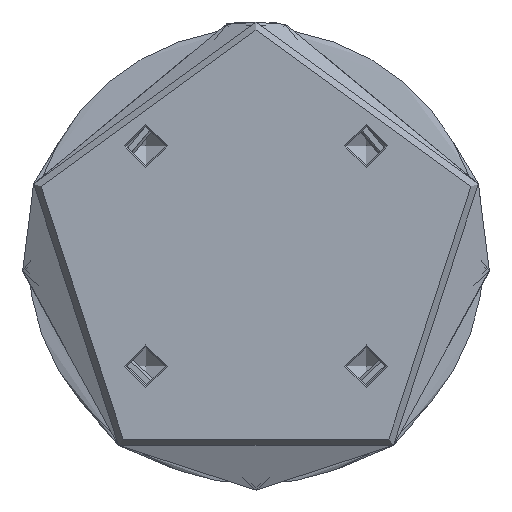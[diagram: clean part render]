
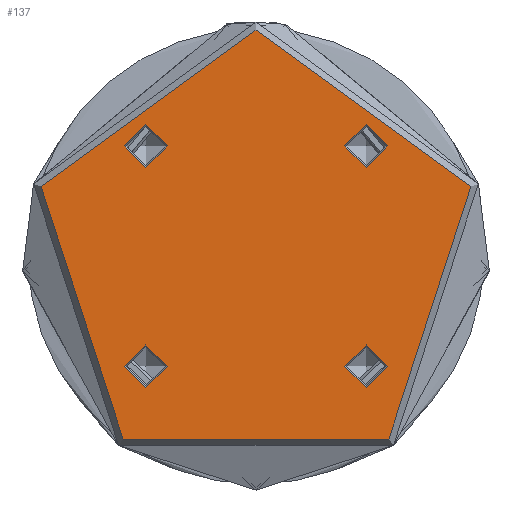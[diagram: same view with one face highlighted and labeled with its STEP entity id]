
A CAD part, front view. The second image highlights one B-rep face of the part: STEP entity #137.
In plain terms, the highlighted face is planar.
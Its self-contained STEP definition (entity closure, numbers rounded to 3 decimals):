
#130 = AXIS2_PLACEMENT_3D ( 'NONE', #1006, #4831, #1554 ) ;
#137 = ADVANCED_FACE ( 'NONE', ( #6309, #6496, #5778, #6414, #2888 ), #6305, .F. ) ;
#171 = EDGE_LOOP ( 'NONE', ( #506 ) ) ;
#506 = ORIENTED_EDGE ( 'NONE', *, *, #661, .T. ) ;
#661 = EDGE_CURVE ( 'NONE', #4588, #4588, #4823, .T. ) ;
#668 = DIRECTION ( 'NONE',  ( 0., 0., -1. ) ) ;
#999 = ORIENTED_EDGE ( 'NONE', *, *, #4171, .F. ) ;
#1006 = CARTESIAN_POINT ( 'NONE',  ( 28.284, 28.284, 0. ) ) ;
#1022 = EDGE_LOOP ( 'NONE', ( #999 ) ) ;
#1081 = AXIS2_PLACEMENT_3D ( 'NONE', #2844, #6518, #3421 ) ;
#1230 = VERTEX_POINT ( 'NONE', #2080 ) ;
#1419 = EDGE_LOOP ( 'NONE', ( #4649 ) ) ;
#1474 = VERTEX_POINT ( 'NONE', #2059 ) ;
#1554 = DIRECTION ( 'NONE',  ( 1., 0., 0. ) ) ;
#1763 = CIRCLE ( 'NONE', #1081, 58. ) ;
#2059 = CARTESIAN_POINT ( 'NONE',  ( -33.784, -28.284, 0. ) ) ;
#2080 = CARTESIAN_POINT ( 'NONE',  ( 33.784, 28.284, 0. ) ) ;
#2170 = EDGE_CURVE ( 'NONE', #6307, #6307, #3738, .T. ) ;
#2310 = CARTESIAN_POINT ( 'NONE',  ( -28.284, 28.284, 0. ) ) ;
#2330 = AXIS2_PLACEMENT_3D ( 'NONE', #3992, #668, #4518 ) ;
#2487 = CARTESIAN_POINT ( 'NONE',  ( -33.784, 28.284, 0. ) ) ;
#2616 = CARTESIAN_POINT ( 'NONE',  ( 0., 0., 0. ) ) ;
#2844 = CARTESIAN_POINT ( 'NONE',  ( 0., 0., 0. ) ) ;
#2859 = ORIENTED_EDGE ( 'NONE', *, *, #2170, .T. ) ;
#2870 = DIRECTION ( 'NONE',  ( -1., 0., 0. ) ) ;
#2888 = FACE_OUTER_BOUND ( 'NONE', #6154, .T. ) ;
#3209 = DIRECTION ( 'NONE',  ( 0., 0., 1. ) ) ;
#3344 = CIRCLE ( 'NONE', #3375, 5.5 ) ;
#3373 = EDGE_LOOP ( 'NONE', ( #2859 ) ) ;
#3375 = AXIS2_PLACEMENT_3D ( 'NONE', #6320, #3209, #6835 ) ;
#3421 = DIRECTION ( 'NONE',  ( 1., 0., 0. ) ) ;
#3738 = CIRCLE ( 'NONE', #2330, 5.5 ) ;
#3740 = DIRECTION ( 'NONE',  ( -1., 0., 0. ) ) ;
#3782 = ORIENTED_EDGE ( 'NONE', *, *, #4581, .T. ) ;
#3852 = AXIS2_PLACEMENT_3D ( 'NONE', #2310, #6031, #2870 ) ;
#3992 = CARTESIAN_POINT ( 'NONE',  ( 28.284, -28.284, 0. ) ) ;
#4054 = CIRCLE ( 'NONE', #130, 5.5 ) ;
#4171 = EDGE_CURVE ( 'NONE', #1474, #1474, #3344, .T. ) ;
#4518 = DIRECTION ( 'NONE',  ( 1., 0., 0. ) ) ;
#4581 = EDGE_CURVE ( 'NONE', #6077, #6077, #1763, .T. ) ;
#4588 = VERTEX_POINT ( 'NONE', #2487 ) ;
#4649 = ORIENTED_EDGE ( 'NONE', *, *, #6066, .F. ) ;
#4823 = CIRCLE ( 'NONE', #3852, 5.5 ) ;
#4831 = DIRECTION ( 'NONE',  ( 0., 0., 1. ) ) ;
#5275 = CARTESIAN_POINT ( 'NONE',  ( 33.784, -28.284, 0. ) ) ;
#5778 = FACE_BOUND ( 'NONE', #171, .T. ) ;
#6031 = DIRECTION ( 'NONE',  ( 0., 0., -1. ) ) ;
#6066 = EDGE_CURVE ( 'NONE', #1230, #1230, #4054, .T. ) ;
#6077 = VERTEX_POINT ( 'NONE', #6308 ) ;
#6154 = EDGE_LOOP ( 'NONE', ( #3782 ) ) ;
#6305 = PLANE ( 'NONE',  #6851 ) ;
#6307 = VERTEX_POINT ( 'NONE', #5275 ) ;
#6308 = CARTESIAN_POINT ( 'NONE',  ( 58., 0., 0. ) ) ;
#6309 = FACE_BOUND ( 'NONE', #1022, .T. ) ;
#6320 = CARTESIAN_POINT ( 'NONE',  ( -28.284, -28.284, 0. ) ) ;
#6414 = FACE_BOUND ( 'NONE', #1419, .T. ) ;
#6496 = FACE_BOUND ( 'NONE', #3373, .T. ) ;
#6518 = DIRECTION ( 'NONE',  ( 0., 0., 1. ) ) ;
#6817 = DIRECTION ( 'NONE',  ( 0., 0., -1. ) ) ;
#6835 = DIRECTION ( 'NONE',  ( -1., 0., 0. ) ) ;
#6851 = AXIS2_PLACEMENT_3D ( 'NONE', #2616, #6817, #3740 ) ;
